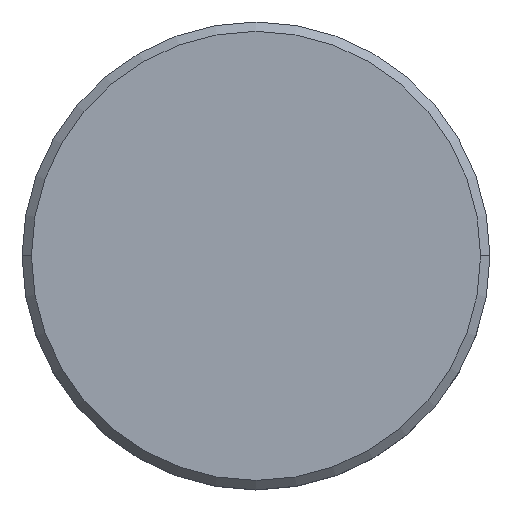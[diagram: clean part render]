
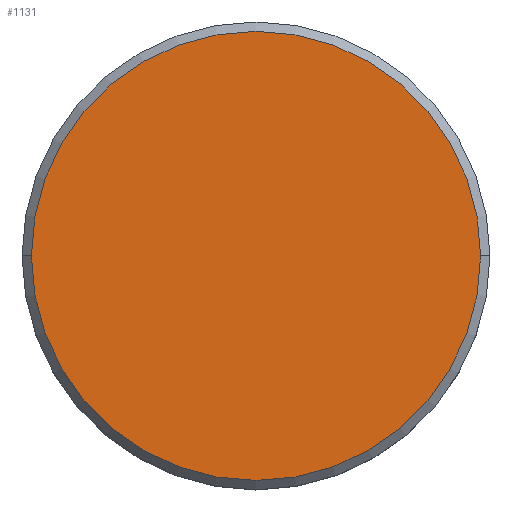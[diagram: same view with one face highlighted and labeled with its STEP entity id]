
A CAD part, top view. The second image highlights one B-rep face of the part: STEP entity #1131.
In plain terms, the highlighted planar face has unit normal (0, 0, 1).
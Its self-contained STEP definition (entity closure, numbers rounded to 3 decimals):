
#56 = DIRECTION ( 'NONE',  ( 1., 0., 0. ) ) ;
#151 = CARTESIAN_POINT ( 'NONE',  ( 0., 0., 0. ) ) ;
#179 = ORIENTED_EDGE ( 'NONE', *, *, #752, .T. ) ;
#237 = FACE_OUTER_BOUND ( 'NONE', #872, .T. ) ;
#249 = AXIS2_PLACEMENT_3D ( 'NONE', #260, #892, #721 ) ;
#260 = CARTESIAN_POINT ( 'NONE',  ( 0., 0., 0. ) ) ;
#386 = CIRCLE ( 'NONE', #769, 12. ) ;
#421 = DIRECTION ( 'NONE',  ( 0., 0., 1. ) ) ;
#434 = ORIENTED_EDGE ( 'NONE', *, *, #1140, .T. ) ;
#623 = AXIS2_PLACEMENT_3D ( 'NONE', #671, #851, #56 ) ;
#671 = CARTESIAN_POINT ( 'NONE',  ( 0., 0., 0. ) ) ;
#688 = PLANE ( 'NONE',  #623 ) ;
#693 = CIRCLE ( 'NONE', #249, 12. ) ;
#721 = DIRECTION ( 'NONE',  ( 1., 0., 0. ) ) ;
#752 = EDGE_CURVE ( 'NONE', #1112, #775, #693, .T. ) ;
#769 = AXIS2_PLACEMENT_3D ( 'NONE', #151, #421, #847 ) ;
#775 = VERTEX_POINT ( 'NONE', #983 ) ;
#847 = DIRECTION ( 'NONE',  ( 1., 0., 0. ) ) ;
#851 = DIRECTION ( 'NONE',  ( 0., 0., 1. ) ) ;
#872 = EDGE_LOOP ( 'NONE', ( #179, #434 ) ) ;
#892 = DIRECTION ( 'NONE',  ( 0., 0., 1. ) ) ;
#983 = CARTESIAN_POINT ( 'NONE',  ( 12., 0., 0. ) ) ;
#1035 = CARTESIAN_POINT ( 'NONE',  ( -12., 0., 0. ) ) ;
#1112 = VERTEX_POINT ( 'NONE', #1035 ) ;
#1131 = ADVANCED_FACE ( 'NONE', ( #237 ), #688, .T. ) ;
#1140 = EDGE_CURVE ( 'NONE', #775, #1112, #386, .T. ) ;
